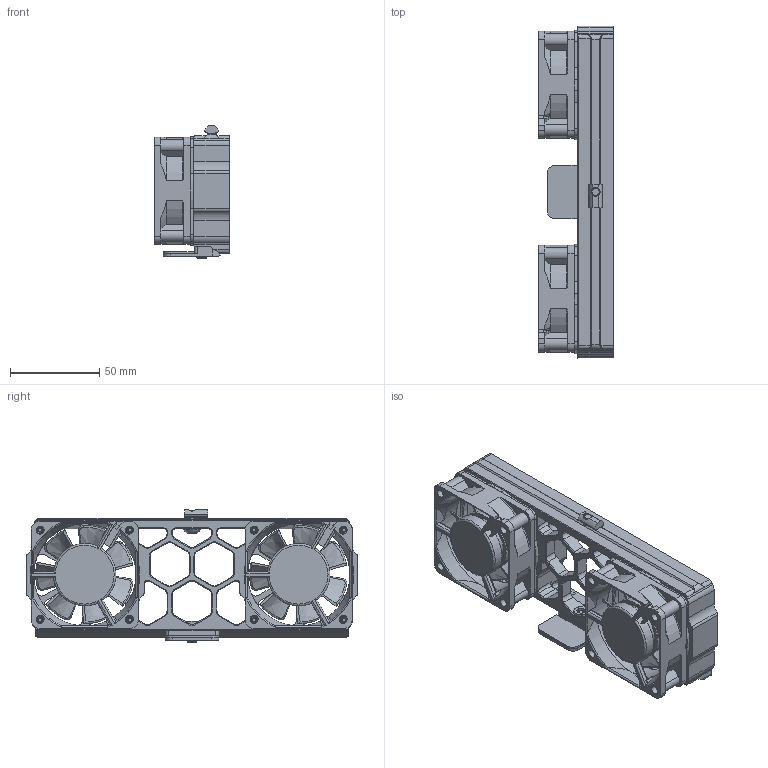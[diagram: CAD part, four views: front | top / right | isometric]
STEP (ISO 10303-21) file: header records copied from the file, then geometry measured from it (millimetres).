
FILE_DESCRIPTION(/* description */ ('STEP AP214'),/* implementation_level */ '2;1');
FILE_NAME(/* name */ '63a0da55760fba40189bdf48',/* time_stamp */ '2022-12-19T21:40:40+00:00',/* author */ (''),/* organization */ (''),/* preprocessor_version */ 'ST-DEVELOPER v18.102',/* originating_system */ ' ',/* authorisation */ ' ');
FILE_SCHEMA (('AUTOMOTIVE_DESIGN {1 0 10303 214 3 1 1}'));
Products named in the file (29): Assembly 2; M3 Threaded Insert (104); M3x8 SHCS (158); M3 Threaded Insert (89); VHB (17); inkognito fan support body; 6020 Housing (2); 6020 Impeller (3); M3 Threaded Insert (103); M3x8 SHCS (159); M3x8 SHCS (160); inkognito fan support spacer; 2020 Drop-in T-nut, M5 (33); M3 Threaded Insert (105); M3x8 SHCS (161); M3 Threaded Insert (106); bottom_panel_clip_x4 (3) (1); M3 Threaded Insert (102); M3 Threaded Insert (101); M3x8 SHCS (156); 6020 Housing (3); M3x8 SHCS (163); M3x8 SHCS (15); M3x8 SHCS (162); M3x8 SHCS (157); M5x10 BHCS (15) (1); M3 Threaded Insert (100); M3 Threaded Insert (73); 6020 Impeller (2)
Assembly tree (29 placements, depth 2):
  Assembly 2
    M3 Threaded Insert (104)
    M3x8 SHCS (158)
    M3 Threaded Insert (89)
    VHB (17)
    inkognito fan support body
    6020 Housing (2)
    6020 Impeller (3)
    M3 Threaded Insert (103)
    M3x8 SHCS (159)
    M3x8 SHCS (160)
    inkognito fan support spacer  x2
    2020 Drop-in T-nut, M5 (33)
    M3 Threaded Insert (105)
    M3x8 SHCS (161)
    M3 Threaded Insert (106)
    bottom_panel_clip_x4 (3) (1)
    M3 Threaded Insert (102)
    M3 Threaded Insert (101)
    M3x8 SHCS (156)
    6020 Housing (3)
    M3x8 SHCS (163)
    M3x8 SHCS (15)
    M3x8 SHCS (162)
    M3x8 SHCS (157)
    M5x10 BHCS (15) (1)
    M3 Threaded Insert (100)
    M3 Threaded Insert (73)
    6020 Impeller (2)
Bounding box: 42 x 186.2 x 74.5 mm (x, y, z)
Volume: 114241.5 mm3; surface area: 94422 mm2
Topology: 29 solids, 29 shells, 1687 faces, 4315 edges, 2719 vertices
Faces by surface type: plane 771, cylinder 505, cone 270, bspline 90, torus 50, sphere 1
Full cylindrical faces by diameter (mm): 2.9 x9, 3 x9, 3.4 x1, 3.5 x16, 4.2 x10, 4.25 x9, 4.5 x8, 4.6 x9, 4.7 x1, 5 x18, 5.4 x1, 5.5 x9, 6 x9, 8 x1, 9.5 x1, 23.151 x2, 30.85 x2, 35 x2, 57.5 x4
Entity records: 54213 total; most frequent: CARTESIAN_POINT 14493, ORIENTED_EDGE 8052, DIRECTION 7930, EDGE_CURVE 4026, AXIS2_PLACEMENT_3D 2976, VERTEX_POINT 2634, FACE_BOUND 2002, EDGE_LOOP 2000
